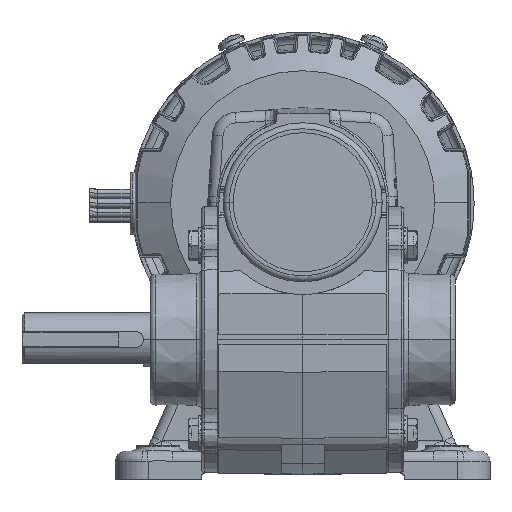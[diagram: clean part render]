
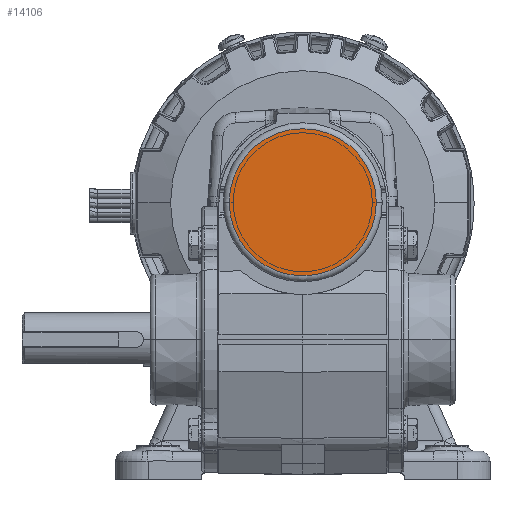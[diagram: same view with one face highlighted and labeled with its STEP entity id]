
A CAD part, top view. The second image highlights one B-rep face of the part: STEP entity #14106.
In plain terms, the highlighted planar face has unit normal (0, 0, 1).
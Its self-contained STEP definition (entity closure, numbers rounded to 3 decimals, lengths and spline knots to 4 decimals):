
#14106 = ADVANCED_FACE ( 'NONE', ( #115661 ), #122544, .T. ) ;
#21594 = CIRCLE ( 'NONE', #80422, 0.86 ) ;
#21701 = CIRCLE ( 'NONE', #80512, 0.86 ) ;
#23352 = CARTESIAN_POINT ( 'NONE',  ( 0., 0., 4.876 ) ) ;
#23354 = DIRECTION ( 'NONE',  ( 0., 0., 1. ) ) ;
#23356 = DIRECTION ( 'NONE',  ( 1., 0., 0. ) ) ;
#55504 = VERTEX_POINT ( 'NONE', #71089 ) ;
#55649 = VERTEX_POINT ( 'NONE', #71368 ) ;
#61266 = EDGE_LOOP ( 'NONE', ( #72718, #72720 ) ) ;
#71089 = CARTESIAN_POINT ( 'NONE',  ( 0.86, 0., 4.876 ) ) ;
#71368 = CARTESIAN_POINT ( 'NONE',  ( -0.86, 0., 4.876 ) ) ;
#72718 = ORIENTED_EDGE ( 'NONE', *, *, #128220, .T. ) ;
#72720 = ORIENTED_EDGE ( 'NONE', *, *, #128301, .T. ) ;
#80422 = AXIS2_PLACEMENT_3D ( 'NONE', #83647, #83649, #83651 ) ;
#80512 = AXIS2_PLACEMENT_3D ( 'NONE', #23352, #23354, #23356 ) ;
#83647 = CARTESIAN_POINT ( 'NONE',  ( 0., 0., 4.876 ) ) ;
#83649 = DIRECTION ( 'NONE',  ( 0., 0., 1. ) ) ;
#83651 = DIRECTION ( 'NONE',  ( 1., 0., 0. ) ) ;
#109921 = AXIS2_PLACEMENT_3D ( 'NONE', #122546, #122535, #122533 ) ;
#115661 = FACE_OUTER_BOUND ( 'NONE', #61266, .T. ) ;
#122533 = DIRECTION ( 'NONE',  ( 1., 0., 0. ) ) ;
#122535 = DIRECTION ( 'NONE',  ( 0., 0., 1. ) ) ;
#122544 = PLANE ( 'NONE',  #109921 ) ;
#122546 = CARTESIAN_POINT ( 'NONE',  ( 0., 0.86, 4.876 ) ) ;
#128220 = EDGE_CURVE ( 'NONE', #55504, #55649, #21594, .T. ) ;
#128301 = EDGE_CURVE ( 'NONE', #55649, #55504, #21701, .T. ) ;
